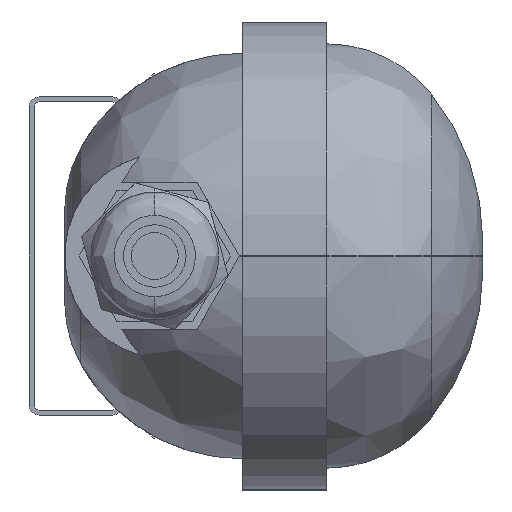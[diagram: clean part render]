
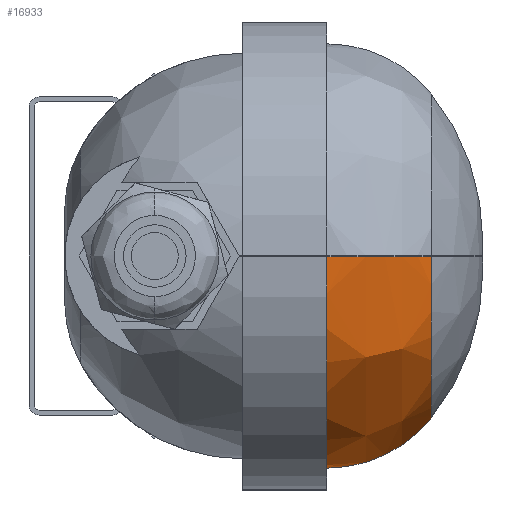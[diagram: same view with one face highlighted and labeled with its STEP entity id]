
A CAD part, left-side view. The second image highlights one B-rep face of the part: STEP entity #16933.
In plain terms, the highlighted free-form (B-spline) face has degree [3, 3] with [4, 4] control points.
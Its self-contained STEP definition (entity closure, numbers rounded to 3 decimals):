
#67 = DIRECTION ( 'NONE',  ( 0., -1., 0. ) ) ;
#376 = FACE_OUTER_BOUND ( 'NONE', #10726, .T. ) ;
#1285 = DIRECTION ( 'NONE',  ( 0., 1., 0. ) ) ;
#1323 = CARTESIAN_POINT ( 'NONE',  ( -296.5, -8.5, -0.1 ) ) ;
#1639 = EDGE_CURVE ( 'NONE', #10679, #13239, #5675, .T. ) ;
#2091 = EDGE_CURVE ( 'NONE', #13953, #13239, #8464, .T. ) ;
#2810 = CARTESIAN_POINT ( 'NONE',  ( -288.456, -25.259, -15.246 ) ) ;
#2866 = CARTESIAN_POINT ( 'NONE',  ( -282.458, -8.5, -34. ) ) ;
#3627 =( BOUNDED_SURFACE ( )  B_SPLINE_SURFACE ( 3, 3, ( 
 ( #13550, #2810, #13618, #4356 ),
 ( #15174, #5883, #16744, #7419 ),
 ( #18278, #9019, #19830, #10543 ),
 ( #1323, #12120, #2866, #13683 ) ),
 .UNSPECIFIED., .F., .F., .F. ) 
 B_SPLINE_SURFACE_WITH_KNOTS ( ( 4, 4 ),
 ( 4, 4 ),
 ( 0., 1. ),
 ( 0., 1. ),
 .UNSPECIFIED. ) 
 GEOMETRIC_REPRESENTATION_ITEM ( )  RATIONAL_B_SPLINE_SURFACE ( (
 ( 1., 0.805, 0.805, 1.),
 ( 0.934, 0.752, 0.752, 0.934),
 ( 0.934, 0.752, 0.752, 0.934),
 ( 1., 0.805, 0.805, 1.) ) ) 
 REPRESENTATION_ITEM ( '' )  SURFACE ( )  );
#3868 = VERTEX_POINT ( 'NONE', #7924 ) ;
#4356 = CARTESIAN_POINT ( 'NONE',  ( -262.6, -25.259, -25.956 ) ) ;
#4832 = ORIENTED_EDGE ( 'NONE', *, *, #8407, .T. ) ;
#5233 = CARTESIAN_POINT ( 'NONE',  ( -275.021, -8.5, -0.1 ) ) ;
#5675 = CIRCLE ( 'NONE', #8166, 21.479 ) ;
#5883 = CARTESIAN_POINT ( 'NONE',  ( -293.63, -21.111, -18.277 ) ) ;
#6790 = DIRECTION ( 'NONE',  ( -1., 0., 0. ) ) ;
#7025 = CIRCLE ( 'NONE', #11483, 21.479 ) ;
#7036 = AXIS2_PLACEMENT_3D ( 'NONE', #9288, #67, #10823 ) ;
#7419 = CARTESIAN_POINT ( 'NONE',  ( -262.6, -21.111, -31.13 ) ) ;
#7766 = CARTESIAN_POINT ( 'NONE',  ( -262.6, -8.5, -12.521 ) ) ;
#7924 = CARTESIAN_POINT ( 'NONE',  ( -288.456, -25.259, -0.1 ) ) ;
#8166 = AXIS2_PLACEMENT_3D ( 'NONE', #7766, #18628, #9338 ) ;
#8407 = EDGE_CURVE ( 'NONE', #10679, #3868, #15766, .T. ) ;
#8464 = CIRCLE ( 'NONE', #7036, 33.9 ) ;
#9019 = CARTESIAN_POINT ( 'NONE',  ( -296.5, -15.132, -19.958 ) ) ;
#9288 = CARTESIAN_POINT ( 'NONE',  ( -262.6, -8.5, -0.1 ) ) ;
#9338 = DIRECTION ( 'NONE',  ( 0., 0., -1. ) ) ;
#10508 = CARTESIAN_POINT ( 'NONE',  ( -262.6, -25.259, -0.1 ) ) ;
#10543 = CARTESIAN_POINT ( 'NONE',  ( -262.6, -15.132, -34. ) ) ;
#10679 = VERTEX_POINT ( 'NONE', #16224 ) ;
#10726 = EDGE_LOOP ( 'NONE', ( #20028, #4832, #19368, #12088 ) ) ;
#10823 = DIRECTION ( 'NONE',  ( 0., 0., -1. ) ) ;
#11483 = AXIS2_PLACEMENT_3D ( 'NONE', #5233, #16046, #6790 ) ;
#12078 = DIRECTION ( 'NONE',  ( 0., 0., -1. ) ) ;
#12088 = ORIENTED_EDGE ( 'NONE', *, *, #2091, .T. ) ;
#12097 = CARTESIAN_POINT ( 'NONE',  ( -296.5, -8.5, -0.1 ) ) ;
#12120 = CARTESIAN_POINT ( 'NONE',  ( -296.5, -8.5, -19.958 ) ) ;
#13239 = VERTEX_POINT ( 'NONE', #16369 ) ;
#13550 = CARTESIAN_POINT ( 'NONE',  ( -288.456, -25.259, -0.1 ) ) ;
#13618 = CARTESIAN_POINT ( 'NONE',  ( -277.746, -25.259, -25.956 ) ) ;
#13683 = CARTESIAN_POINT ( 'NONE',  ( -262.6, -8.5, -34. ) ) ;
#13953 = VERTEX_POINT ( 'NONE', #12097 ) ;
#15174 = CARTESIAN_POINT ( 'NONE',  ( -293.63, -21.111, -0.1 ) ) ;
#15766 = CIRCLE ( 'NONE', #19053, 25.856 ) ;
#16046 = DIRECTION ( 'NONE',  ( 0., 0., -1. ) ) ;
#16224 = CARTESIAN_POINT ( 'NONE',  ( -262.6, -25.259, -25.956 ) ) ;
#16369 = CARTESIAN_POINT ( 'NONE',  ( -262.6, -8.5, -34. ) ) ;
#16744 = CARTESIAN_POINT ( 'NONE',  ( -280.777, -21.111, -31.13 ) ) ;
#16933 = ADVANCED_FACE ( 'NONE', ( #376 ), #3627, .T. ) ;
#18278 = CARTESIAN_POINT ( 'NONE',  ( -296.5, -15.132, -0.1 ) ) ;
#18628 = DIRECTION ( 'NONE',  ( 1., 0., 0. ) ) ;
#19053 = AXIS2_PLACEMENT_3D ( 'NONE', #10508, #1285, #12078 ) ;
#19368 = ORIENTED_EDGE ( 'NONE', *, *, #19575, .T. ) ;
#19575 = EDGE_CURVE ( 'NONE', #3868, #13953, #7025, .T. ) ;
#19830 = CARTESIAN_POINT ( 'NONE',  ( -282.458, -15.132, -34. ) ) ;
#20028 = ORIENTED_EDGE ( 'NONE', *, *, #1639, .F. ) ;
